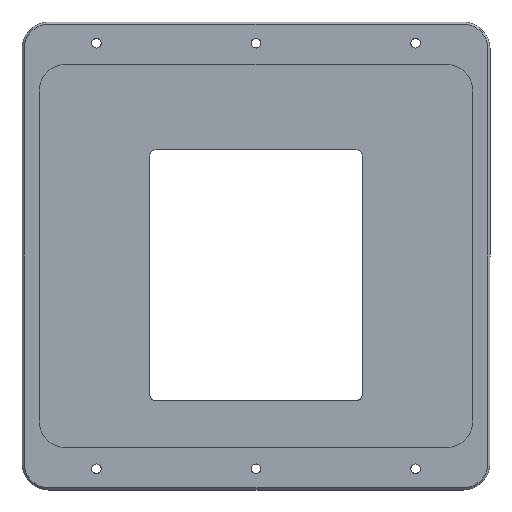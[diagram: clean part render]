
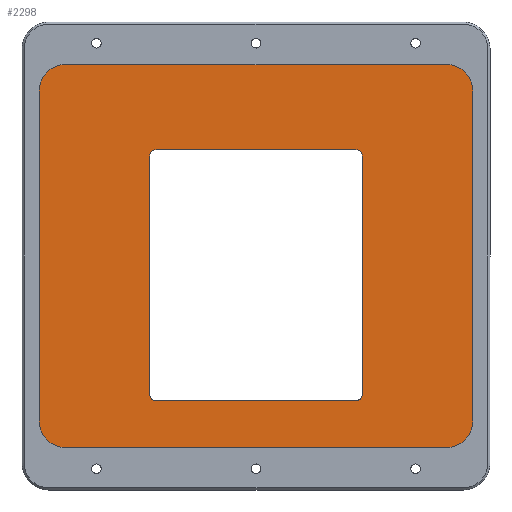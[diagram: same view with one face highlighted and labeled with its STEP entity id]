
A CAD part, front view. The second image highlights one B-rep face of the part: STEP entity #2298.
In plain terms, the highlighted planar face has unit normal (0, -1, 0).
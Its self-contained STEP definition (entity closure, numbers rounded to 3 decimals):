
#42 = LINE ( 'NONE', #694, #1913 ) ;
#80 = VERTEX_POINT ( 'NONE', #1347 ) ;
#92 = CARTESIAN_POINT ( 'NONE',  ( 102., -4.5, -77.5 ) ) ;
#95 = CIRCLE ( 'NONE', #2112, 3. ) ;
#99 = VECTOR ( 'NONE', #613, 1000. ) ;
#109 = ORIENTED_EDGE ( 'NONE', *, *, #2244, .T. ) ;
#137 = DIRECTION ( 'NONE',  ( 0., 0., 1. ) ) ;
#142 = VERTEX_POINT ( 'NONE', #1221 ) ;
#146 = EDGE_CURVE ( 'NONE', #234, #515, #1443, .T. ) ;
#149 = DIRECTION ( 'NONE',  ( 0., 1., 0. ) ) ;
#156 = CARTESIAN_POINT ( 'NONE',  ( 47., -4.5, 47. ) ) ;
#171 = ORIENTED_EDGE ( 'NONE', *, *, #146, .T. ) ;
#172 = VECTOR ( 'NONE', #1031, 1000. ) ;
#175 = DIRECTION ( 'NONE',  ( 0., 0., 1. ) ) ;
#184 = DIRECTION ( 'NONE',  ( 0., -1., 0. ) ) ;
#188 = CARTESIAN_POINT ( 'NONE',  ( 102., -4.5, -77.5 ) ) ;
#205 = ORIENTED_EDGE ( 'NONE', *, *, #2133, .T. ) ;
#219 = LINE ( 'NONE', #1809, #1994 ) ;
#234 = VERTEX_POINT ( 'NONE', #956 ) ;
#267 = AXIS2_PLACEMENT_3D ( 'NONE', #579, #575, #572 ) ;
#315 = CARTESIAN_POINT ( 'NONE',  ( -89.5, -4.5, 90. ) ) ;
#350 = CARTESIAN_POINT ( 'NONE',  ( 89.5, -4.5, -90. ) ) ;
#359 = VERTEX_POINT ( 'NONE', #714 ) ;
#360 = CARTESIAN_POINT ( 'NONE',  ( -102., -4.5, -77.5 ) ) ;
#398 = EDGE_CURVE ( 'NONE', #586, #142, #584, .T. ) ;
#402 = DIRECTION ( 'NONE',  ( 0., 0., 1. ) ) ;
#409 = EDGE_CURVE ( 'NONE', #2252, #1457, #785, .T. ) ;
#507 = CIRCLE ( 'NONE', #671, 12.5 ) ;
#515 = VERTEX_POINT ( 'NONE', #315 ) ;
#521 = EDGE_CURVE ( 'NONE', #142, #1957, #1251, .T. ) ;
#525 = CIRCLE ( 'NONE', #2064, 3. ) ;
#551 = AXIS2_PLACEMENT_3D ( 'NONE', #156, #149, #137 ) ;
#572 = DIRECTION ( 'NONE',  ( 0., 0., -1. ) ) ;
#574 = EDGE_CURVE ( 'NONE', #1457, #2186, #1922, .T. ) ;
#575 = DIRECTION ( 'NONE',  ( 0., -1., 0. ) ) ;
#579 = CARTESIAN_POINT ( 'NONE',  ( 89.5, -4.5, -77.5 ) ) ;
#584 = LINE ( 'NONE', #627, #99 ) ;
#586 = VERTEX_POINT ( 'NONE', #953 ) ;
#591 = CIRCLE ( 'NONE', #1255, 3. ) ;
#613 = DIRECTION ( 'NONE',  ( 1., 0., 0. ) ) ;
#627 = CARTESIAN_POINT ( 'NONE',  ( -89.5, -4.5, 50. ) ) ;
#663 = DIRECTION ( 'NONE',  ( 0., 1., 0. ) ) ;
#671 = AXIS2_PLACEMENT_3D ( 'NONE', #1999, #947, #2189 ) ;
#694 = CARTESIAN_POINT ( 'NONE',  ( -89.5, -4.5, -90. ) ) ;
#710 = VERTEX_POINT ( 'NONE', #1871 ) ;
#714 = CARTESIAN_POINT ( 'NONE',  ( -47., -4.5, -68. ) ) ;
#734 = CARTESIAN_POINT ( 'NONE',  ( 89.5, -4.5, 77.5 ) ) ;
#736 = ORIENTED_EDGE ( 'NONE', *, *, #2321, .T. ) ;
#740 = ORIENTED_EDGE ( 'NONE', *, *, #409, .T. ) ;
#752 = EDGE_CURVE ( 'NONE', #1837, #359, #1228, .T. ) ;
#785 = CIRCLE ( 'NONE', #267, 12.5 ) ;
#803 = ORIENTED_EDGE ( 'NONE', *, *, #574, .T. ) ;
#849 = CARTESIAN_POINT ( 'NONE',  ( -50., -4.5, 47. ) ) ;
#865 = CARTESIAN_POINT ( 'NONE',  ( 47., -4.5, -65. ) ) ;
#873 = EDGE_CURVE ( 'NONE', #1957, #993, #1044, .T. ) ;
#907 = CARTESIAN_POINT ( 'NONE',  ( -89.5, -4.5, -90. ) ) ;
#921 = DIRECTION ( 'NONE',  ( 0., 0., 1. ) ) ;
#939 = ORIENTED_EDGE ( 'NONE', *, *, #1432, .T. ) ;
#947 = DIRECTION ( 'NONE',  ( 0., -1., 0. ) ) ;
#953 = CARTESIAN_POINT ( 'NONE',  ( -47., -4.5, 50. ) ) ;
#956 = CARTESIAN_POINT ( 'NONE',  ( 89.5, -4.5, 90. ) ) ;
#964 = CARTESIAN_POINT ( 'NONE',  ( 47., -4.5, -68. ) ) ;
#983 = CARTESIAN_POINT ( 'NONE',  ( -47., -4.5, -65. ) ) ;
#989 = ORIENTED_EDGE ( 'NONE', *, *, #1548, .T. ) ;
#993 = VERTEX_POINT ( 'NONE', #1974 ) ;
#1031 = DIRECTION ( 'NONE',  ( 0., 0., -1. ) ) ;
#1039 = DIRECTION ( 'NONE',  ( 0., 0., 1. ) ) ;
#1044 = LINE ( 'NONE', #2086, #172 ) ;
#1077 = VECTOR ( 'NONE', #2305, 1000. ) ;
#1082 = CARTESIAN_POINT ( 'NONE',  ( -102., -4.5, -77.5 ) ) ;
#1090 = EDGE_LOOP ( 'NONE', ( #1463, #1407, #1175, #1107, #939, #989, #1840, #1641 ) ) ;
#1104 = PLANE ( 'NONE',  #2091 ) ;
#1107 = ORIENTED_EDGE ( 'NONE', *, *, #1880, .T. ) ;
#1114 = EDGE_LOOP ( 'NONE', ( #736, #1289, #740, #803, #2158, #171, #205, #109 ) ) ;
#1127 = CARTESIAN_POINT ( 'NONE',  ( -89.5, -4.5, 90. ) ) ;
#1175 = ORIENTED_EDGE ( 'NONE', *, *, #752, .T. ) ;
#1181 = DIRECTION ( 'NONE',  ( 0., 0., 1. ) ) ;
#1193 = DIRECTION ( 'NONE',  ( -1., 0., 0. ) ) ;
#1221 = CARTESIAN_POINT ( 'NONE',  ( 47., -4.5, 50. ) ) ;
#1228 = LINE ( 'NONE', #1382, #1689 ) ;
#1251 = CIRCLE ( 'NONE', #551, 3. ) ;
#1255 = AXIS2_PLACEMENT_3D ( 'NONE', #983, #2222, #1181 ) ;
#1282 = CIRCLE ( 'NONE', #2217, 12.5 ) ;
#1289 = ORIENTED_EDGE ( 'NONE', *, *, #1707, .T. ) ;
#1299 = DIRECTION ( 'NONE',  ( 0., 1., 0. ) ) ;
#1305 = CARTESIAN_POINT ( 'NONE',  ( -89.5, -4.5, -77.5 ) ) ;
#1345 = VERTEX_POINT ( 'NONE', #360 ) ;
#1347 = CARTESIAN_POINT ( 'NONE',  ( -102., -4.5, 77.5 ) ) ;
#1355 = CARTESIAN_POINT ( 'NONE',  ( 102., -4.5, 77.5 ) ) ;
#1372 = VECTOR ( 'NONE', #402, 1000. ) ;
#1382 = CARTESIAN_POINT ( 'NONE',  ( -89.5, -4.5, -68. ) ) ;
#1407 = ORIENTED_EDGE ( 'NONE', *, *, #1710, .T. ) ;
#1409 = AXIS2_PLACEMENT_3D ( 'NONE', #734, #1970, #921 ) ;
#1432 = EDGE_CURVE ( 'NONE', #710, #1599, #219, .T. ) ;
#1438 = VECTOR ( 'NONE', #1193, 1000. ) ;
#1443 = LINE ( 'NONE', #1127, #1438 ) ;
#1457 = VERTEX_POINT ( 'NONE', #188 ) ;
#1463 = ORIENTED_EDGE ( 'NONE', *, *, #873, .T. ) ;
#1485 = DIRECTION ( 'NONE',  ( 0., 0., 1. ) ) ;
#1548 = EDGE_CURVE ( 'NONE', #1599, #586, #525, .T. ) ;
#1599 = VERTEX_POINT ( 'NONE', #849 ) ;
#1630 = CARTESIAN_POINT ( 'NONE',  ( -89.5, -4.5, -77.5 ) ) ;
#1641 = ORIENTED_EDGE ( 'NONE', *, *, #521, .T. ) ;
#1689 = VECTOR ( 'NONE', #2239, 1000. ) ;
#1707 = EDGE_CURVE ( 'NONE', #2092, #2252, #42, .T. ) ;
#1710 = EDGE_CURVE ( 'NONE', #993, #1837, #95, .T. ) ;
#1730 = CARTESIAN_POINT ( 'NONE',  ( -47., -4.5, 47. ) ) ;
#1788 = FACE_OUTER_BOUND ( 'NONE', #1114, .T. ) ;
#1809 = CARTESIAN_POINT ( 'NONE',  ( -50., -4.5, -77.5 ) ) ;
#1837 = VERTEX_POINT ( 'NONE', #964 ) ;
#1840 = ORIENTED_EDGE ( 'NONE', *, *, #398, .T. ) ;
#1871 = CARTESIAN_POINT ( 'NONE',  ( -50., -4.5, -65. ) ) ;
#1880 = EDGE_CURVE ( 'NONE', #359, #710, #591, .T. ) ;
#1905 = DIRECTION ( 'NONE',  ( 0., 0., 1. ) ) ;
#1913 = VECTOR ( 'NONE', #2084, 1000. ) ;
#1922 = LINE ( 'NONE', #92, #1372 ) ;
#1949 = LINE ( 'NONE', #1082, #1077 ) ;
#1957 = VERTEX_POINT ( 'NONE', #2026 ) ;
#1970 = DIRECTION ( 'NONE',  ( 0., -1., 0. ) ) ;
#1974 = CARTESIAN_POINT ( 'NONE',  ( 50., -4.5, -65. ) ) ;
#1986 = DIRECTION ( 'NONE',  ( 0., 0., 1. ) ) ;
#1994 = VECTOR ( 'NONE', #1986, 1000. ) ;
#1999 = CARTESIAN_POINT ( 'NONE',  ( -89.5, -4.5, 77.5 ) ) ;
#2026 = CARTESIAN_POINT ( 'NONE',  ( 50., -4.5, 47. ) ) ;
#2064 = AXIS2_PLACEMENT_3D ( 'NONE', #1730, #663, #1905 ) ;
#2084 = DIRECTION ( 'NONE',  ( 1., 0., 0. ) ) ;
#2086 = CARTESIAN_POINT ( 'NONE',  ( 50., -4.5, -77.5 ) ) ;
#2091 = AXIS2_PLACEMENT_3D ( 'NONE', #1630, #1299, #175 ) ;
#2092 = VERTEX_POINT ( 'NONE', #907 ) ;
#2099 = DIRECTION ( 'NONE',  ( 0., 1., 0. ) ) ;
#2112 = AXIS2_PLACEMENT_3D ( 'NONE', #865, #2099, #1039 ) ;
#2133 = EDGE_CURVE ( 'NONE', #515, #80, #507, .T. ) ;
#2158 = ORIENTED_EDGE ( 'NONE', *, *, #2293, .T. ) ;
#2186 = VERTEX_POINT ( 'NONE', #1355 ) ;
#2189 = DIRECTION ( 'NONE',  ( 0., 0., 1. ) ) ;
#2217 = AXIS2_PLACEMENT_3D ( 'NONE', #1305, #184, #1485 ) ;
#2222 = DIRECTION ( 'NONE',  ( 0., 1., 0. ) ) ;
#2239 = DIRECTION ( 'NONE',  ( -1., 0., 0. ) ) ;
#2244 = EDGE_CURVE ( 'NONE', #80, #1345, #1949, .T. ) ;
#2252 = VERTEX_POINT ( 'NONE', #350 ) ;
#2256 = FACE_BOUND ( 'NONE', #1090, .T. ) ;
#2293 = EDGE_CURVE ( 'NONE', #2186, #234, #2310, .T. ) ;
#2298 = ADVANCED_FACE ( 'NONE', ( #2256, #1788 ), #1104, .F. ) ;
#2305 = DIRECTION ( 'NONE',  ( 0., 0., -1. ) ) ;
#2310 = CIRCLE ( 'NONE', #1409, 12.5 ) ;
#2321 = EDGE_CURVE ( 'NONE', #1345, #2092, #1282, .T. ) ;
